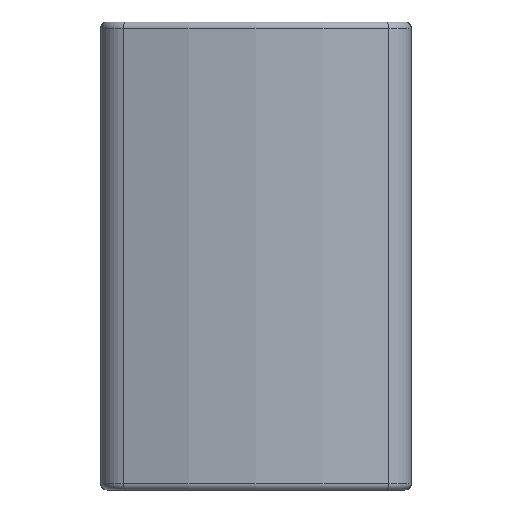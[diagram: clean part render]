
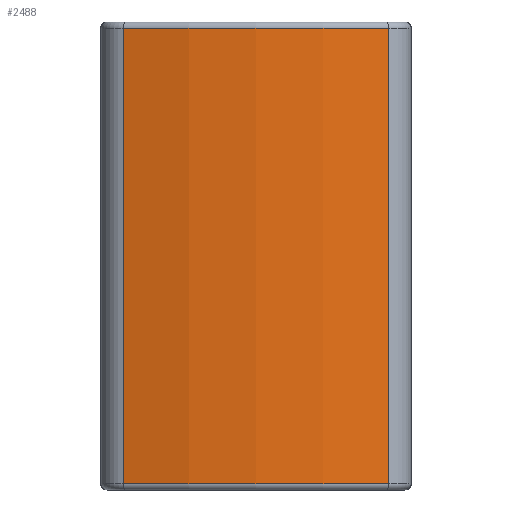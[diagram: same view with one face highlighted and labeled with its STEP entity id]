
A CAD part, front view. The second image highlights one B-rep face of the part: STEP entity #2488.
In plain terms, the highlighted cylindrical face has radius 300 mm (diameter 600 mm), a partial arc.
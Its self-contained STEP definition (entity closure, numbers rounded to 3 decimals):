
#101 = CYLINDRICAL_SURFACE('',#102,20.);
#102 = AXIS2_PLACEMENT_3D('',#103,#104,#105);
#103 = CARTESIAN_POINT('',(-79.335,-158.283,0.));
#104 = DIRECTION('',(0.,0.,-1.));
#105 = DIRECTION('',(1.,0.,0.));
#998 = VERTEX_POINT('',#999);
#999 = CARTESIAN_POINT('',(-85.002,-177.463,296.));
#1021 = EDGE_CURVE('',#1022,#998,#1024,.T.);
#1022 = VERTEX_POINT('',#1023);
#1023 = CARTESIAN_POINT('',(-85.002,-177.463,4.));
#1024 = SURFACE_CURVE('',#1025,(#1029,#1036),.PCURVE_S1.);
#1025 = LINE('',#1026,#1027);
#1026 = CARTESIAN_POINT('',(-85.002,-177.463,0.));
#1027 = VECTOR('',#1028,1.);
#1028 = DIRECTION('',(0.,0.,1.));
#1029 = PCURVE('',#101,#1030);
#1030 = DEFINITIONAL_REPRESENTATION('',(#1031),#1035);
#1031 = LINE('',#1032,#1033);
#1032 = CARTESIAN_POINT('',(-4.425,0.));
#1033 = VECTOR('',#1034,1.);
#1034 = DIRECTION('',(0.,-1.));
#1035 = ( GEOMETRIC_REPRESENTATION_CONTEXT(2) 
PARAMETRIC_REPRESENTATION_CONTEXT() REPRESENTATION_CONTEXT('2D SPACE',''
  ) );
#1036 = PCURVE('',#1037,#1042);
#1037 = CYLINDRICAL_SURFACE('',#1038,300.);
#1038 = AXIS2_PLACEMENT_3D('',#1039,#1040,#1041);
#1039 = CARTESIAN_POINT('',(0.,110.243,0.)
  );
#1040 = DIRECTION('',(0.,0.,-1.));
#1041 = DIRECTION('',(1.,0.,0.));
#1042 = DEFINITIONAL_REPRESENTATION('',(#1043),#1047);
#1043 = LINE('',#1044,#1045);
#1044 = CARTESIAN_POINT('',(-4.425,0.));
#1045 = VECTOR('',#1046,1.);
#1046 = DIRECTION('',(0.,-1.));
#1047 = ( GEOMETRIC_REPRESENTATION_CONTEXT(2) 
PARAMETRIC_REPRESENTATION_CONTEXT() REPRESENTATION_CONTEXT('2D SPACE',''
  ) );
#2130 = CYLINDRICAL_SURFACE('',#2131,20.);
#2131 = AXIS2_PLACEMENT_3D('',#2132,#2133,#2134);
#2132 = CARTESIAN_POINT('',(79.335,-158.283,0.));
#2133 = DIRECTION('',(0.,0.,-1.));
#2134 = DIRECTION('',(1.,0.,0.));
#2274 = TOROIDAL_SURFACE('',#2275,296.,4.);
#2275 = AXIS2_PLACEMENT_3D('',#2276,#2277,#2278);
#2276 = CARTESIAN_POINT('',(0.,110.243,4.));
#2277 = DIRECTION('',(0.,0.,-1.));
#2278 = DIRECTION('',(-0.283,-0.959,0.));
#2425 = TOROIDAL_SURFACE('',#2426,296.,4.);
#2426 = AXIS2_PLACEMENT_3D('',#2427,#2428,#2429);
#2427 = CARTESIAN_POINT('',(0.,110.243,296.));
#2428 = DIRECTION('',(0.,0.,1.));
#2429 = DIRECTION('',(-0.283,-0.959,0.));
#2488 = ADVANCED_FACE('',(#2489),#1037,.T.);
#2489 = FACE_BOUND('',#2490,.F.);
#2490 = EDGE_LOOP('',(#2491,#2492,#2516,#2539));
#2491 = ORIENTED_EDGE('',*,*,#1021,.T.);
#2492 = ORIENTED_EDGE('',*,*,#2493,.T.);
#2493 = EDGE_CURVE('',#998,#2494,#2496,.T.);
#2494 = VERTEX_POINT('',#2495);
#2495 = CARTESIAN_POINT('',(85.002,-177.463,296.));
#2496 = SURFACE_CURVE('',#2497,(#2502,#2509),.PCURVE_S1.);
#2497 = CIRCLE('',#2498,300.);
#2498 = AXIS2_PLACEMENT_3D('',#2499,#2500,#2501);
#2499 = CARTESIAN_POINT('',(0.,110.243,296.));
#2500 = DIRECTION('',(0.,0.,1.));
#2501 = DIRECTION('',(-0.283,-0.959,0.));
#2502 = PCURVE('',#1037,#2503);
#2503 = DEFINITIONAL_REPRESENTATION('',(#2504),#2508);
#2504 = LINE('',#2505,#2506);
#2505 = CARTESIAN_POINT('',(-4.425,-296.));
#2506 = VECTOR('',#2507,1.);
#2507 = DIRECTION('',(-1.,0.));
#2508 = ( GEOMETRIC_REPRESENTATION_CONTEXT(2) 
PARAMETRIC_REPRESENTATION_CONTEXT() REPRESENTATION_CONTEXT('2D SPACE',''
  ) );
#2509 = PCURVE('',#2425,#2510);
#2510 = DEFINITIONAL_REPRESENTATION('',(#2511),#2515);
#2511 = LINE('',#2512,#2513);
#2512 = CARTESIAN_POINT('',(0.,0.));
#2513 = VECTOR('',#2514,1.);
#2514 = DIRECTION('',(1.,0.));
#2515 = ( GEOMETRIC_REPRESENTATION_CONTEXT(2) 
PARAMETRIC_REPRESENTATION_CONTEXT() REPRESENTATION_CONTEXT('2D SPACE',''
  ) );
#2516 = ORIENTED_EDGE('',*,*,#2517,.F.);
#2517 = EDGE_CURVE('',#2518,#2494,#2520,.T.);
#2518 = VERTEX_POINT('',#2519);
#2519 = CARTESIAN_POINT('',(85.002,-177.463,4.));
#2520 = SURFACE_CURVE('',#2521,(#2525,#2532),.PCURVE_S1.);
#2521 = LINE('',#2522,#2523);
#2522 = CARTESIAN_POINT('',(85.002,-177.463,0.));
#2523 = VECTOR('',#2524,1.);
#2524 = DIRECTION('',(0.,0.,1.));
#2525 = PCURVE('',#1037,#2526);
#2526 = DEFINITIONAL_REPRESENTATION('',(#2527),#2531);
#2527 = LINE('',#2528,#2529);
#2528 = CARTESIAN_POINT('',(-5.,0.));
#2529 = VECTOR('',#2530,1.);
#2530 = DIRECTION('',(0.,-1.));
#2531 = ( GEOMETRIC_REPRESENTATION_CONTEXT(2) 
PARAMETRIC_REPRESENTATION_CONTEXT() REPRESENTATION_CONTEXT('2D SPACE',''
  ) );
#2532 = PCURVE('',#2130,#2533);
#2533 = DEFINITIONAL_REPRESENTATION('',(#2534),#2538);
#2534 = LINE('',#2535,#2536);
#2535 = CARTESIAN_POINT('',(-5.,0.));
#2536 = VECTOR('',#2537,1.);
#2537 = DIRECTION('',(0.,-1.));
#2538 = ( GEOMETRIC_REPRESENTATION_CONTEXT(2) 
PARAMETRIC_REPRESENTATION_CONTEXT() REPRESENTATION_CONTEXT('2D SPACE',''
  ) );
#2539 = ORIENTED_EDGE('',*,*,#2540,.F.);
#2540 = EDGE_CURVE('',#1022,#2518,#2541,.T.);
#2541 = SURFACE_CURVE('',#2542,(#2547,#2554),.PCURVE_S1.);
#2542 = CIRCLE('',#2543,300.);
#2543 = AXIS2_PLACEMENT_3D('',#2544,#2545,#2546);
#2544 = CARTESIAN_POINT('',(0.,110.243,4.));
#2545 = DIRECTION('',(0.,0.,1.));
#2546 = DIRECTION('',(-0.283,-0.959,0.));
#2547 = PCURVE('',#1037,#2548);
#2548 = DEFINITIONAL_REPRESENTATION('',(#2549),#2553);
#2549 = LINE('',#2550,#2551);
#2550 = CARTESIAN_POINT('',(-4.425,-4.));
#2551 = VECTOR('',#2552,1.);
#2552 = DIRECTION('',(-1.,0.));
#2553 = ( GEOMETRIC_REPRESENTATION_CONTEXT(2) 
PARAMETRIC_REPRESENTATION_CONTEXT() REPRESENTATION_CONTEXT('2D SPACE',''
  ) );
#2554 = PCURVE('',#2274,#2555);
#2555 = DEFINITIONAL_REPRESENTATION('',(#2556),#2560);
#2556 = LINE('',#2557,#2558);
#2557 = CARTESIAN_POINT('',(0.,0.));
#2558 = VECTOR('',#2559,1.);
#2559 = DIRECTION('',(-1.,0.));
#2560 = ( GEOMETRIC_REPRESENTATION_CONTEXT(2) 
PARAMETRIC_REPRESENTATION_CONTEXT() REPRESENTATION_CONTEXT('2D SPACE',''
  ) );
